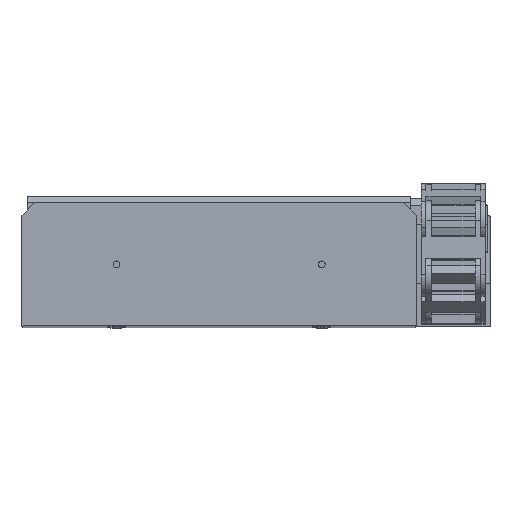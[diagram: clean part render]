
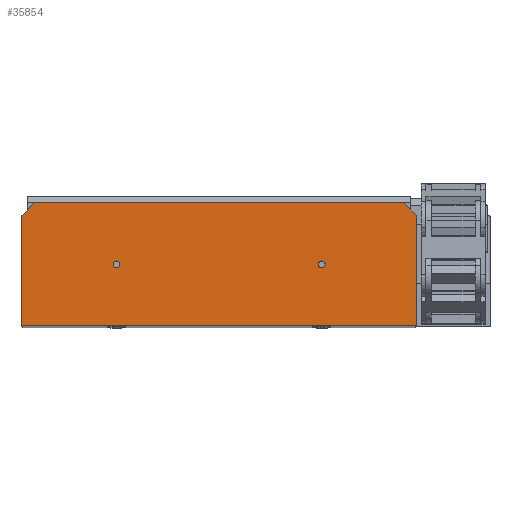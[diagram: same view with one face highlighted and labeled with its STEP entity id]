
A CAD part, top view. The second image highlights one B-rep face of the part: STEP entity #35854.
In plain terms, the highlighted planar face has unit normal (0, 0, 1).
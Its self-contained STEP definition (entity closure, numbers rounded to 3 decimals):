
#315 = LINE ( 'NONE', #21312, #21356 ) ;
#889 = DIRECTION ( 'NONE',  ( -0.707, 0.707, 0. ) ) ;
#1707 = ORIENTED_EDGE ( 'NONE', *, *, #24618, .T. ) ;
#1744 = EDGE_LOOP ( 'NONE', ( #9492, #3622 ) ) ;
#2468 = CARTESIAN_POINT ( 'NONE',  ( -72., 40.8, 171.45 ) ) ;
#2823 = LINE ( 'NONE', #20542, #30134 ) ;
#3622 = ORIENTED_EDGE ( 'NONE', *, *, #3886, .F. ) ;
#3867 = DIRECTION ( 'NONE',  ( 0., 0., 1. ) ) ;
#3886 = EDGE_CURVE ( 'NONE', #10563, #9366, #16438, .T. ) ;
#4625 = DIRECTION ( 'NONE',  ( 0., 0., 1. ) ) ;
#5009 = CARTESIAN_POINT ( 'NONE',  ( -37.5, 22.8, 171.45 ) ) ;
#6755 = ORIENTED_EDGE ( 'NONE', *, *, #23191, .T. ) ;
#7402 = ORIENTED_EDGE ( 'NONE', *, *, #10052, .T. ) ;
#7570 = EDGE_CURVE ( 'NONE', #28657, #19157, #34191, .T. ) ;
#7662 = DIRECTION ( 'NONE',  ( 1., 0., 0. ) ) ;
#7775 = CARTESIAN_POINT ( 'NONE',  ( -67.5, 45.3, 171.45 ) ) ;
#7811 = AXIS2_PLACEMENT_3D ( 'NONE', #5009, #4625, #13859 ) ;
#8195 = CARTESIAN_POINT ( 'NONE',  ( 37.5, 22.8, 171.45 ) ) ;
#8924 = DIRECTION ( 'NONE',  ( 1., 0., 0. ) ) ;
#9224 = CARTESIAN_POINT ( 'NONE',  ( 67.5, 45.3, 171.45 ) ) ;
#9366 = VERTEX_POINT ( 'NONE', #21017 ) ;
#9492 = ORIENTED_EDGE ( 'NONE', *, *, #21674, .F. ) ;
#10052 = EDGE_CURVE ( 'NONE', #19157, #14277, #29693, .T. ) ;
#10563 = VERTEX_POINT ( 'NONE', #38126 ) ;
#11315 = DIRECTION ( 'NONE',  ( 0., 0., 1. ) ) ;
#11370 = DIRECTION ( 'NONE',  ( -0.707, -0.707, 0. ) ) ;
#11822 = CARTESIAN_POINT ( 'NONE',  ( 37.5, 22.8, 171.45 ) ) ;
#11953 = EDGE_CURVE ( 'NONE', #18221, #28657, #12834, .T. ) ;
#11981 = VERTEX_POINT ( 'NONE', #18218 ) ;
#12122 = CARTESIAN_POINT ( 'NONE',  ( -72., 40.8, 171.45 ) ) ;
#12321 = AXIS2_PLACEMENT_3D ( 'NONE', #28857, #11315, #7662 ) ;
#12765 = EDGE_CURVE ( 'NONE', #29896, #15582, #13226, .T. ) ;
#12834 = LINE ( 'NONE', #24041, #18724 ) ;
#13069 = ORIENTED_EDGE ( 'NONE', *, *, #20634, .T. ) ;
#13104 = FACE_BOUND ( 'NONE', #14442, .T. ) ;
#13226 = CIRCLE ( 'NONE', #34800, 1.25 ) ;
#13859 = DIRECTION ( 'NONE',  ( 1., 0., 0. ) ) ;
#14277 = VERTEX_POINT ( 'NONE', #2468 ) ;
#14442 = EDGE_LOOP ( 'NONE', ( #30453, #38157 ) ) ;
#15211 = FACE_OUTER_BOUND ( 'NONE', #23873, .T. ) ;
#15377 = ORIENTED_EDGE ( 'NONE', *, *, #11953, .T. ) ;
#15582 = VERTEX_POINT ( 'NONE', #29667 ) ;
#16438 = CIRCLE ( 'NONE', #7811, 1.25 ) ;
#17564 = CARTESIAN_POINT ( 'NONE',  ( 36.25, 22.8, 171.45 ) ) ;
#17798 = DIRECTION ( 'NONE',  ( 1., 0., 0. ) ) ;
#18218 = CARTESIAN_POINT ( 'NONE',  ( -72., 0.3, 171.45 ) ) ;
#18221 = VERTEX_POINT ( 'NONE', #24542 ) ;
#18497 = FACE_BOUND ( 'NONE', #1744, .T. ) ;
#18636 = ORIENTED_EDGE ( 'NONE', *, *, #7570, .T. ) ;
#18724 = VECTOR ( 'NONE', #889, 1000. ) ;
#18820 = CARTESIAN_POINT ( 'NONE',  ( -67.5, 45.3, 171.45 ) ) ;
#18986 = VECTOR ( 'NONE', #25549, 1000. ) ;
#19157 = VERTEX_POINT ( 'NONE', #18820 ) ;
#19506 = DIRECTION ( 'NONE',  ( -1., 0., 0. ) ) ;
#20542 = CARTESIAN_POINT ( 'NONE',  ( 72., 40.8, 171.45 ) ) ;
#20634 = EDGE_CURVE ( 'NONE', #30400, #18221, #2823, .T. ) ;
#20869 = CIRCLE ( 'NONE', #30741, 1.25 ) ;
#21017 = CARTESIAN_POINT ( 'NONE',  ( -36.25, 22.8, 171.45 ) ) ;
#21312 = CARTESIAN_POINT ( 'NONE',  ( -72., 0.3, 171.45 ) ) ;
#21331 = VECTOR ( 'NONE', #19506, 1000. ) ;
#21356 = VECTOR ( 'NONE', #29638, 1000. ) ;
#21674 = EDGE_CURVE ( 'NONE', #9366, #10563, #35724, .T. ) ;
#22607 = VECTOR ( 'NONE', #11370, 1000. ) ;
#23191 = EDGE_CURVE ( 'NONE', #14277, #11981, #25372, .T. ) ;
#23582 = DIRECTION ( 'NONE',  ( 0., 0., 1. ) ) ;
#23873 = EDGE_LOOP ( 'NONE', ( #13069, #15377, #18636, #7402, #6755, #1707 ) ) ;
#24041 = CARTESIAN_POINT ( 'NONE',  ( 67.5, 45.3, 171.45 ) ) ;
#24542 = CARTESIAN_POINT ( 'NONE',  ( 72., 40.8, 171.45 ) ) ;
#24618 = EDGE_CURVE ( 'NONE', #11981, #30400, #315, .T. ) ;
#25168 = CARTESIAN_POINT ( 'NONE',  ( -72., 40.8, 171.45 ) ) ;
#25372 = LINE ( 'NONE', #25168, #18986 ) ;
#25549 = DIRECTION ( 'NONE',  ( 0., -1., 0. ) ) ;
#26994 = DIRECTION ( 'NONE',  ( 1., 0., 0. ) ) ;
#27455 = CARTESIAN_POINT ( 'NONE',  ( 72., 0.3, 171.45 ) ) ;
#27777 = PLANE ( 'NONE',  #32872 ) ;
#28657 = VERTEX_POINT ( 'NONE', #9224 ) ;
#28857 = CARTESIAN_POINT ( 'NONE',  ( -37.5, 22.8, 171.45 ) ) ;
#29638 = DIRECTION ( 'NONE',  ( 1., 0., 0. ) ) ;
#29667 = CARTESIAN_POINT ( 'NONE',  ( 38.75, 22.8, 171.45 ) ) ;
#29693 = LINE ( 'NONE', #12122, #22607 ) ;
#29810 = DIRECTION ( 'NONE',  ( 0., 1., 0. ) ) ;
#29896 = VERTEX_POINT ( 'NONE', #17564 ) ;
#30134 = VECTOR ( 'NONE', #29810, 1000. ) ;
#30400 = VERTEX_POINT ( 'NONE', #27455 ) ;
#30453 = ORIENTED_EDGE ( 'NONE', *, *, #33439, .F. ) ;
#30741 = AXIS2_PLACEMENT_3D ( 'NONE', #8195, #34789, #17798 ) ;
#32872 = AXIS2_PLACEMENT_3D ( 'NONE', #32973, #3867, #26994 ) ;
#32973 = CARTESIAN_POINT ( 'NONE',  ( 0., 0., 171.45 ) ) ;
#33439 = EDGE_CURVE ( 'NONE', #15582, #29896, #20869, .T. ) ;
#34191 = LINE ( 'NONE', #7775, #21331 ) ;
#34789 = DIRECTION ( 'NONE',  ( 0., 0., 1. ) ) ;
#34800 = AXIS2_PLACEMENT_3D ( 'NONE', #11822, #23582, #8924 ) ;
#35724 = CIRCLE ( 'NONE', #12321, 1.25 ) ;
#35854 = ADVANCED_FACE ( 'NONE', ( #18497, #13104, #15211 ), #27777, .T. ) ;
#38126 = CARTESIAN_POINT ( 'NONE',  ( -38.75, 22.8, 171.45 ) ) ;
#38157 = ORIENTED_EDGE ( 'NONE', *, *, #12765, .F. ) ;
